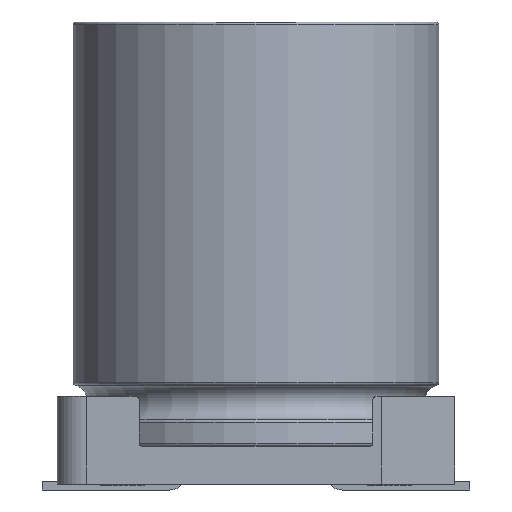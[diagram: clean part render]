
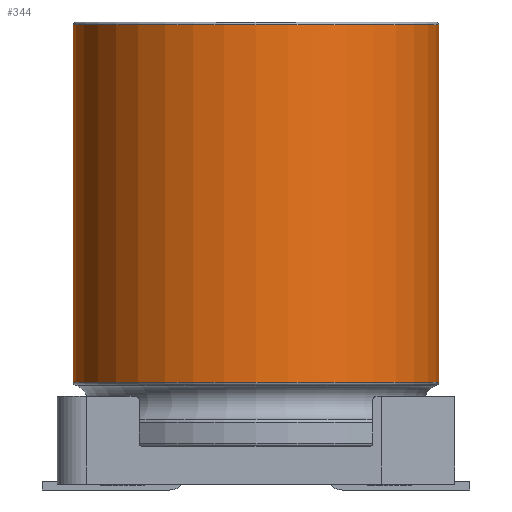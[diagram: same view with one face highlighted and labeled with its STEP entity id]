
A CAD part, front view. The second image highlights one B-rep face of the part: STEP entity #344.
In plain terms, the highlighted cylindrical face has radius 6.25 mm (diameter 12.5 mm), a full revolution.
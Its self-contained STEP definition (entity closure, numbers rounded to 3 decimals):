
#100=CYLINDRICAL_SURFACE('',#2680,6.25);
#344=ADVANCED_FACE('',(#1015,#1016),#100,.T.);
#1015=FACE_BOUND('',#1099,.T.);
#1016=FACE_BOUND('',#1100,.T.);
#1099=EDGE_LOOP('',(#1501));
#1100=EDGE_LOOP('',(#1502));
#1501=ORIENTED_EDGE('',*,*,#2303,.T.);
#1502=ORIENTED_EDGE('',*,*,#2304,.T.);
#2021=VERTEX_POINT('',#3974);
#2022=VERTEX_POINT('',#3976);
#2303=EDGE_CURVE('',#2021,#2021,#2521,.T.);
#2304=EDGE_CURVE('',#2022,#2022,#2522,.T.);
#2521=CIRCLE('',#2678,6.25);
#2522=CIRCLE('',#2679,6.25);
#2678=AXIS2_PLACEMENT_3D('',#3973,#3140,#3141);
#2679=AXIS2_PLACEMENT_3D('',#3975,#3142,#3143);
#2680=AXIS2_PLACEMENT_3D('',#3977,#3144,#3145);
#3140=DIRECTION('',(0.,0.,1.));
#3141=DIRECTION('',(1.,0.,0.));
#3142=DIRECTION('',(0.,0.,-1.));
#3143=DIRECTION('',(-1.,0.,0.));
#3144=DIRECTION('',(0.,0.,-1.));
#3145=DIRECTION('',(-1.,0.,0.));
#3973=CARTESIAN_POINT('',(0.,0.,3.478));
#3974=CARTESIAN_POINT('',(6.25,0.,3.478));
#3975=CARTESIAN_POINT('',(0.,0.,15.7));
#3976=CARTESIAN_POINT('',(-6.25,0.,15.7));
#3977=CARTESIAN_POINT('',(0.,0.,0.));
